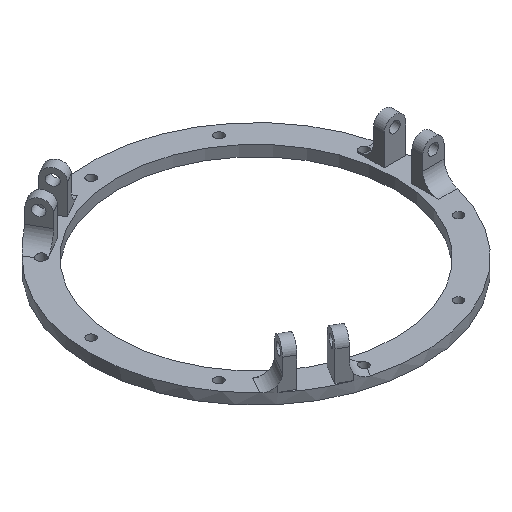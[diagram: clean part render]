
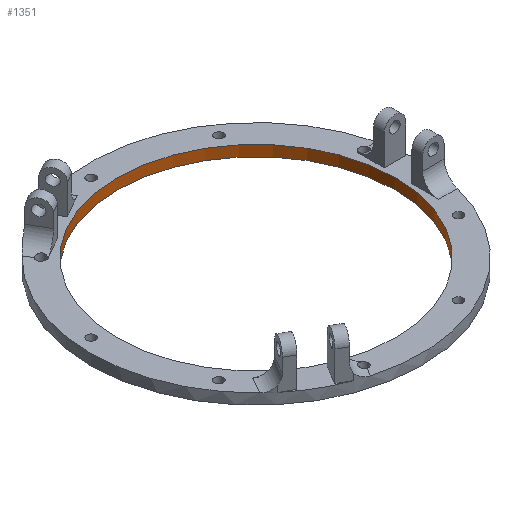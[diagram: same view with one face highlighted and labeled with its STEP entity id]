
A CAD part, isometric view. The second image highlights one B-rep face of the part: STEP entity #1351.
In plain terms, the highlighted cylindrical face has radius 65 mm (diameter 130 mm), a full revolution.
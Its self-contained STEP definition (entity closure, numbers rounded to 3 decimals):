
#118=FACE_OUTER_BOUND('',#220,.T.);
#220=EDGE_LOOP('',(#1084,#1085,#1086,#1087));
#293=CIRCLE('',#1432,65.);
#336=CIRCLE('',#1501,65.);
#410=LINE('',#2354,#511);
#511=VECTOR('',#1813,65.);
#618=VERTEX_POINT('',#2114);
#670=VERTEX_POINT('',#2343);
#751=EDGE_CURVE('',#618,#618,#293,.T.);
#821=EDGE_CURVE('',#670,#670,#336,.T.);
#829=EDGE_CURVE('',#618,#670,#410,.T.);
#1084=ORIENTED_EDGE('',*,*,#751,.F.);
#1085=ORIENTED_EDGE('',*,*,#829,.T.);
#1086=ORIENTED_EDGE('',*,*,#821,.F.);
#1087=ORIENTED_EDGE('',*,*,#829,.F.);
#1299=CYLINDRICAL_SURFACE('',#1503,65.);
#1351=ADVANCED_FACE('',(#118),#1299,.F.);
#1432=AXIS2_PLACEMENT_3D('',#2115,#1644,#1645);
#1501=AXIS2_PLACEMENT_3D('',#2344,#1800,#1801);
#1503=AXIS2_PLACEMENT_3D('',#2353,#1811,#1812);
#1644=DIRECTION('center_axis',(0.,0.,
-1.));
#1645=DIRECTION('ref_axis',(1.,0.,0.));
#1800=DIRECTION('center_axis',(0.,0.,
1.));
#1801=DIRECTION('ref_axis',(1.,0.,0.));
#1811=DIRECTION('center_axis',(0.,0.,
1.));
#1812=DIRECTION('ref_axis',(1.,0.,0.));
#1813=DIRECTION('',(0.,0.,-1.));
#2114=CARTESIAN_POINT('',(-66.548,8.286,-5.));
#2115=CARTESIAN_POINT('Origin',(-1.548,8.286,-5.));
#2343=CARTESIAN_POINT('',(-66.548,8.286,-10.));
#2344=CARTESIAN_POINT('Origin',(-1.548,8.286,-10.));
#2353=CARTESIAN_POINT('Origin',(-1.548,8.286,-8.));
#2354=CARTESIAN_POINT('',(-66.548,8.286,-8.));
